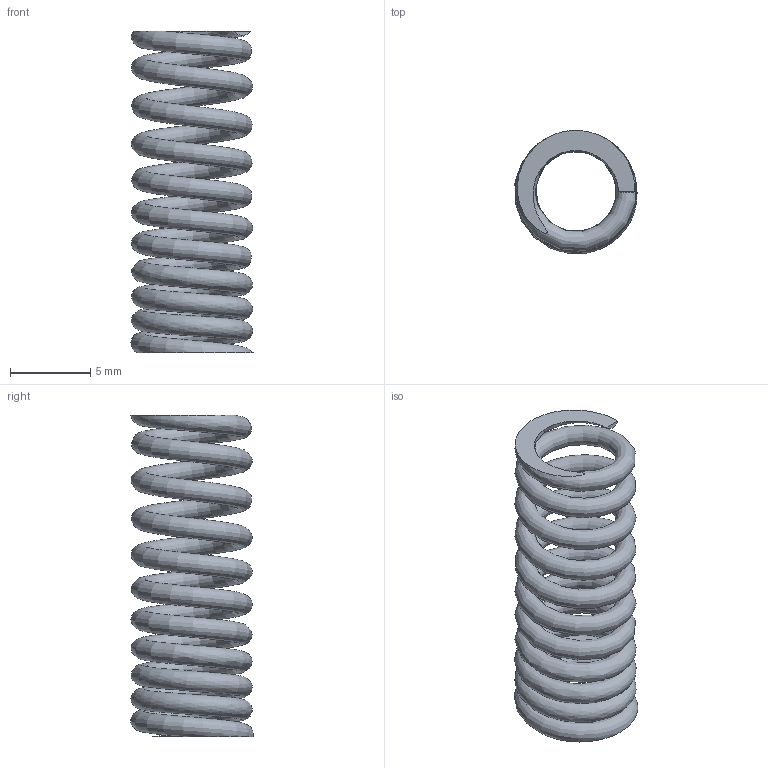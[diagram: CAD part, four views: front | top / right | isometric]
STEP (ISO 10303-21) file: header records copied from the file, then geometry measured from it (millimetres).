
FILE_DESCRIPTION (( 'STEP AP214' ), '1' );
FILE_NAME ('1143-Z1P-A.STEP', '2013-05-15T14:55:26', ( '3DAssist' ), ( '' ), 'SwSTEP 2.0', 'SolidWorks 2013', '' );
FILE_SCHEMA (( 'AUTOMOTIVE_DESIGN' ));
Length unit declared in the file: millimetre
Products named in the file (1): 1143-Z1P-A
Bounding box: 7.59 x 7.65 x 20 mm (x, y, z)
Volume: 251.9 mm3; surface area: 843.8 mm2
Topology: 1 solids, 1 shells, 4 faces, 6 edges, 4 vertices
Faces by surface type: plane 3, bspline 1
Entity records: 2370 total; most frequent: CARTESIAN_POINT 2278, DIRECTION 11, ORIENTED_EDGE 8, FACE_OUTER_BOUND 5, AXIS2_PLACEMENT_3D 5, EDGE_LOOP 5, EDGE_CURVE 4, ADVANCED_FACE 4
